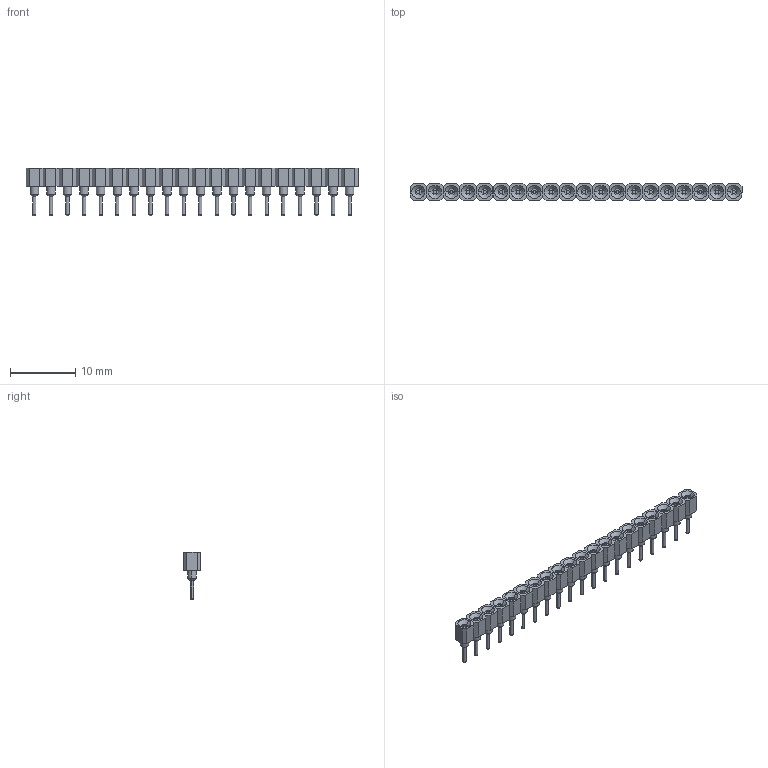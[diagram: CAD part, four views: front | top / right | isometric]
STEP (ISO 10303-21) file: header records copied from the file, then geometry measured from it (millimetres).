
FILE_DESCRIPTION((''),'2;1');
FILE_NAME('TYCO_1-1814655-5.stp','2009-02-18T11:46:35',(''),(''),'Mechanical Desktop 2006','Mechanical Desktop 2006',', , ');
FILE_SCHEMA(('AUTOMOTIVE_DESIGN { 1 2 10303 214 0 1 1 1 }'));
Length unit declared in the file: millimetre
Products named in the file (1): Product
Bounding box: 50.8 x 2.54 x 7.3 mm (x, y, z)
Volume: 354.3 mm3; surface area: 1080.9 mm2
Topology: 60 solids, 60 shells, 520 faces, 1120 edges, 700 vertices
Faces by surface type: plane 280, cylinder 120, cone 80, sphere 40
Entity records: 13677 total; most frequent: DIRECTION 2482, CARTESIAN_POINT 2261, ORIENTED_EDGE 2120, EDGE_CURVE 1060, AXIS2_PLACEMENT_3D 901, VERTEX_POINT 680, VECTOR 680, LINE 680
